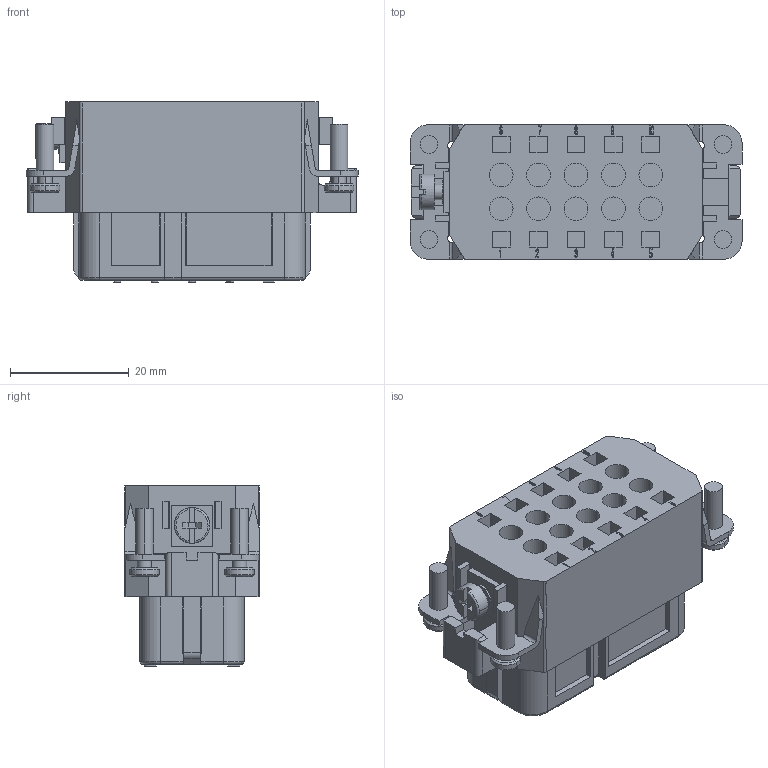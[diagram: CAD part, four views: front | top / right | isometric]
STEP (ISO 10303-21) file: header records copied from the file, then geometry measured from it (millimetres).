
FILE_DESCRIPTION((''),'2;1');
FILE_NAME('HA-010-FS_AF1_57','2017-07-21T',('tl.yang'),(''),'PRO/ENGINEER BY PARAMETRIC TECHNOLOGY CORPORATION, 2011500','PRO/ENGINEER BY PARAMETRIC TECHNOLOGY CORPORATION, 2011500','');
FILE_SCHEMA(('CONFIG_CONTROL_DESIGN'));
Length unit declared in the file: millimetre
Products named in the file (1): HA-010-FS_AF1_57
Bounding box: 55.9 x 22.7 x 30.35 mm (x, y, z)
Volume: 22804.7 mm3; surface area: 11319.9 mm2
Topology: 1 solids, 4 shells, 1446 faces, 4049 edges, 2713 vertices
Faces by surface type: plane 1202, cylinder 126, cone 96, bspline 16, torus 6
Entity records: 46671 total; most frequent: CARTESIAN_POINT 9046, ORIENTED_EDGE 8098, DIRECTION 7253, EDGE_CURVE 4049, VECTOR 3513, LINE 3513, VERTEX_POINT 2713, AXIS2_PLACEMENT_3D 1870
